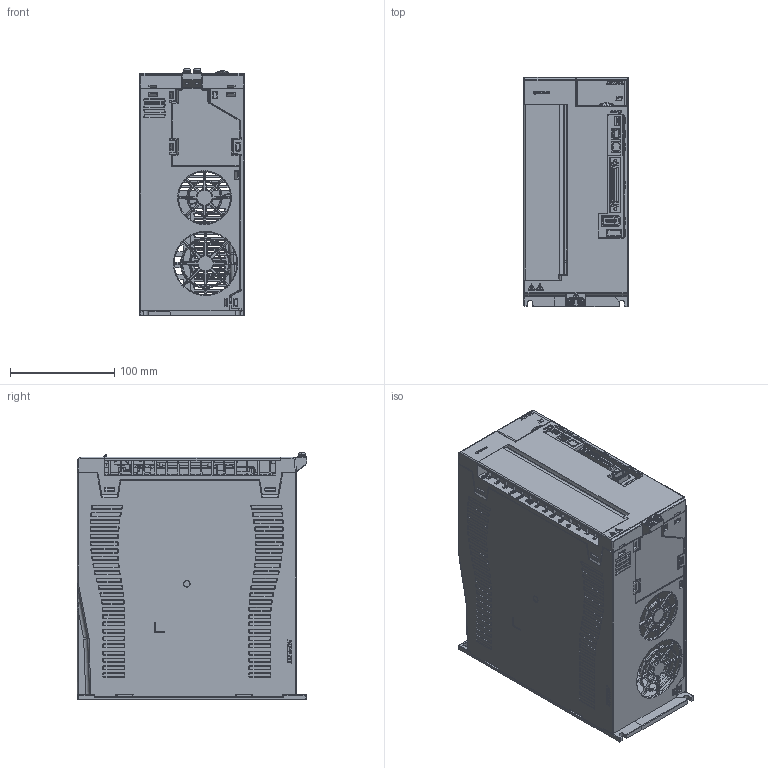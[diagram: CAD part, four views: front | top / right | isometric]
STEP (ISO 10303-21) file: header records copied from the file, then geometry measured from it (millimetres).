
FILE_DESCRIPTION (( 'STEP AP203' ), '1' );
FILE_NAME ('ED1S-xx-40xx-xx_2021012.STEP', '2021-01-12T02:09:01', ( '' ), ( '' ), 'SwSTEP 2.0', 'SolidWorks 2015', '' );
FILE_SCHEMA (( 'CONFIG_CONTROL_DESIGN' ));
Products named in the file (1): ED1S-xx-40xx-xx_2021012
Bounding box: 100.03 x 220.03 x 236.85 mm (x, y, z)
Surface area: 360617.8 mm2 (no closed solid volume)
Topology: 0 solids, 107 shells, 5022 faces, 18594 edges, 13391 vertices
Faces by surface type: plane 2499, cone 1147, bspline 814, cylinder 544, torus 13, sphere 5
Entity records: 260708 total; most frequent: CARTESIAN_POINT 121305, ORIENTED_EDGE 29357, DIRECTION 22404, EDGE_CURVE 18576, VERTEX_POINT 13391, VECTOR 10456, LINE 10456, AXIS2_PLACEMENT_3D 5974
